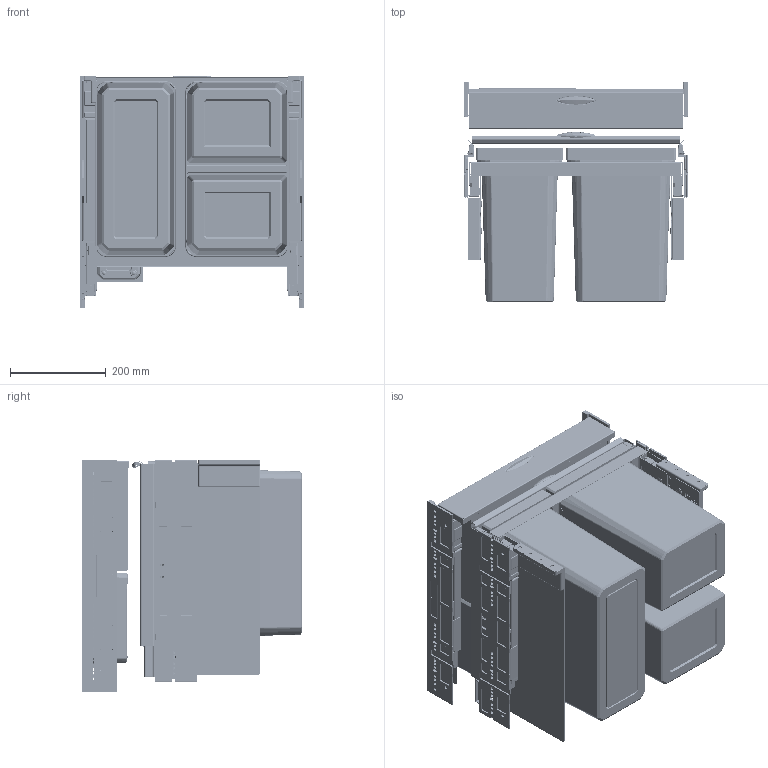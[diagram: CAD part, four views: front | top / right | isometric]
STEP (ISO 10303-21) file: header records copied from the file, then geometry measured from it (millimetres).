
FILE_DESCRIPTION(('STEP AP214'),'1');
FILE_NAME('8012371_V Cox Base 360 S_500-3 mit Base Board.STP','2024-08-13T08:52:11',(' '),(' '),'Spatial InterOp 3D',' ',' ');
FILE_SCHEMA(('AUTOMOTIVE_DESIGN { 1 0 10303 214 1 1 1 1 }'));
Length unit declared in the file: millimetre
Products named in the file (1): 3D-Objekt
Bounding box: 468 x 460.51 x 487.05 mm (x, y, z)
Volume: 5778090.5 mm3; surface area: 5037244.6 mm2
Topology: 55 solids, 57 shells, 8075 faces, 20804 edges, 12946 vertices
Faces by surface type: plane 3432, cylinder 2516, torus 1012, cone 710, bspline 251, sphere 138, extrusion 16
Entity records: 360471 total; most frequent: CARTESIAN_POINT 55640, DIRECTION 43280, ORIENTED_EDGE 41440, EDGE_CURVE 20720, STYLED_ITEM 19606, PRESENTATION_STYLE_ASSIGNMENT 19606, COLOUR_RGB 19606, CURVE_STYLE 17711
